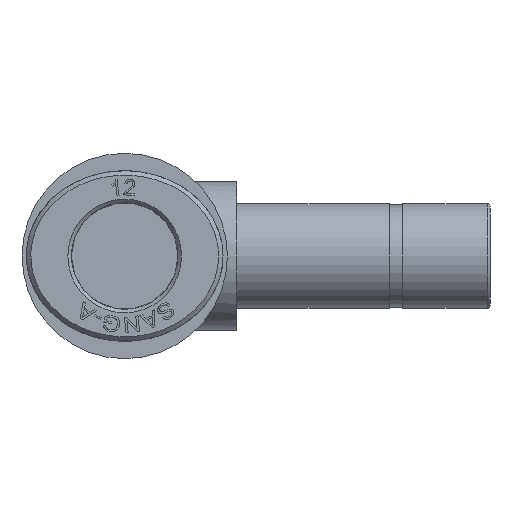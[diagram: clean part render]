
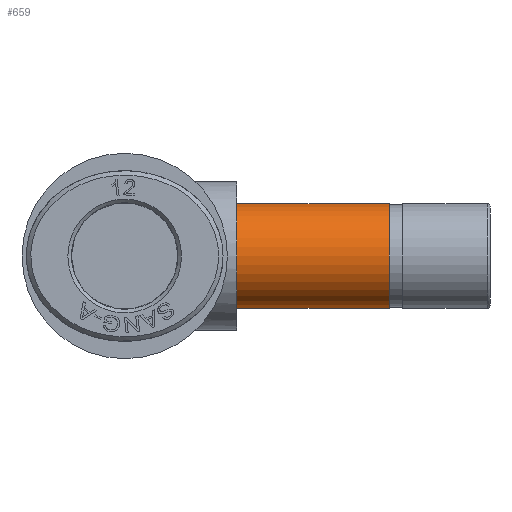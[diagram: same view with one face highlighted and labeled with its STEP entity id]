
A CAD part, left-side view. The second image highlights one B-rep face of the part: STEP entity #659.
In plain terms, the highlighted cylindrical face has radius 6 mm (diameter 12 mm), a full revolution.
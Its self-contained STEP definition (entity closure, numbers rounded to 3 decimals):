
#625=CARTESIAN_POINT('',(-6.,-30.3,0.0));
#626=VERTEX_POINT('',#625);
#627=CARTESIAN_POINT('',(0.,-30.3,0.0));
#628=DIRECTION('',(0.0,1.0,0.0));
#629=DIRECTION('',(-1.0,0.0,0.0));
#630=AXIS2_PLACEMENT_3D('',#627,#628,#629);
#631=CIRCLE('',#630,6.);
#632=EDGE_CURVE('',#626,#626,#631,.T.);
#640=CARTESIAN_POINT('',(0.,-27.3,0.0));
#641=DIRECTION('',(0.,1.0,0.0));
#642=DIRECTION('',(-1.0,0.0,0.0));
#643=AXIS2_PLACEMENT_3D('',#640,#641,#642);
#644=CYLINDRICAL_SURFACE('',#643,6.);
#645=CARTESIAN_POINT('',(-6.,-12.8,0.0));
#646=VERTEX_POINT('',#645);
#647=CARTESIAN_POINT('',(0.,-12.8,0.0));
#648=DIRECTION('',(0.0,1.0,0.0));
#649=DIRECTION('',(-1.0,0.0,0.0));
#650=AXIS2_PLACEMENT_3D('',#647,#648,#649);
#651=CIRCLE('',#650,6.);
#652=EDGE_CURVE('',#646,#646,#651,.T.);
#653=ORIENTED_EDGE('',*,*,#652,.F.);
#654=EDGE_LOOP('',(#653));
#655=FACE_OUTER_BOUND('',#654,.T.);
#656=ORIENTED_EDGE('',*,*,#632,.T.);
#657=EDGE_LOOP('',(#656));
#658=FACE_BOUND('',#657,.T.);
#659=ADVANCED_FACE('',(#655,#658),#644,.T.);
